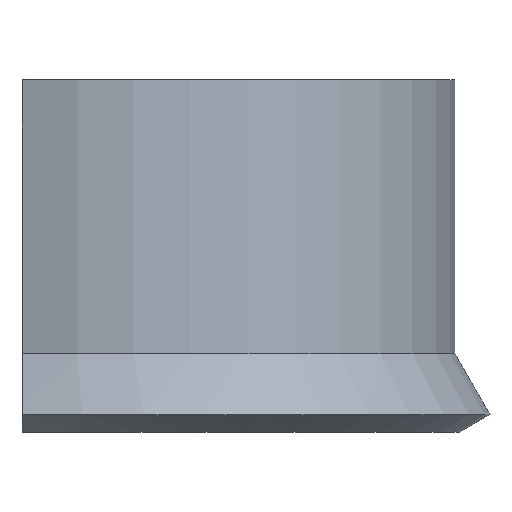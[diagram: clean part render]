
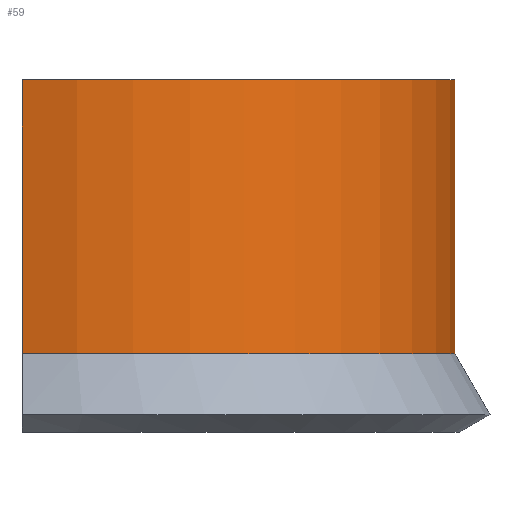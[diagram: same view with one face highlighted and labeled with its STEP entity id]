
A CAD part, left-side view. The second image highlights one B-rep face of the part: STEP entity #59.
In plain terms, the highlighted cylindrical face has radius 3.275 mm (diameter 6.55 mm), a partial arc.
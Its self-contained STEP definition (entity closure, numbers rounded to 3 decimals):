
#39=CYLINDRICAL_SURFACE('',#191,3.275);
#44=LINE('',#267,#50);
#45=LINE('',#297,#51);
#50=VECTOR('',#216,1.);
#51=VECTOR('',#219,1.);
#59=ADVANCED_FACE('',(#70),#39,.T.);
#70=FACE_OUTER_BOUND('',#78,.T.);
#78=EDGE_LOOP('',(#117,#118,#119,#120));
#82=CIRCLE('',#183,3.275);
#84=CIRCLE('',#189,3.275);
#117=ORIENTED_EDGE('',*,*,#143,.T.);
#118=ORIENTED_EDGE('',*,*,#141,.F.);
#119=ORIENTED_EDGE('',*,*,#148,.F.);
#120=ORIENTED_EDGE('',*,*,#150,.T.);
#127=VERTEX_POINT('',#262);
#128=VERTEX_POINT('',#264);
#129=VERTEX_POINT('',#268);
#132=VERTEX_POINT('',#296);
#141=EDGE_CURVE('',#127,#128,#82,.T.);
#143=EDGE_CURVE('',#129,#128,#44,.T.);
#148=EDGE_CURVE('',#132,#127,#45,.T.);
#150=EDGE_CURVE('',#132,#129,#84,.T.);
#183=AXIS2_PLACEMENT_3D('',#263,#211,#212);
#189=AXIS2_PLACEMENT_3D('',#301,#226,#227);
#191=AXIS2_PLACEMENT_3D('',#303,#230,#231);
#211=DIRECTION('',(0.,0.,1.));
#212=DIRECTION('',(-0.95,0.313,0.));
#216=DIRECTION('',(0.,0.,1.));
#219=DIRECTION('',(0.,0.,1.));
#226=DIRECTION('',(0.,0.,1.));
#227=DIRECTION('',(-0.95,0.313,0.));
#230=DIRECTION('',(0.,0.,1.));
#231=DIRECTION('',(1.,0.,0.));
#262=CARTESIAN_POINT('',(-3.11,1.025,3.5));
#263=CARTESIAN_POINT('',(0.,0.,3.5));
#264=CARTESIAN_POINT('',(3.11,1.025,3.5));
#267=CARTESIAN_POINT('',(3.11,1.025,0.78));
#268=CARTESIAN_POINT('',(3.11,1.025,0.78));
#296=CARTESIAN_POINT('',(-3.11,1.025,0.78));
#297=CARTESIAN_POINT('',(-3.11,1.025,0.78));
#301=CARTESIAN_POINT('',(0.,0.,0.78));
#303=CARTESIAN_POINT('',(0.,0.,-0.175));
